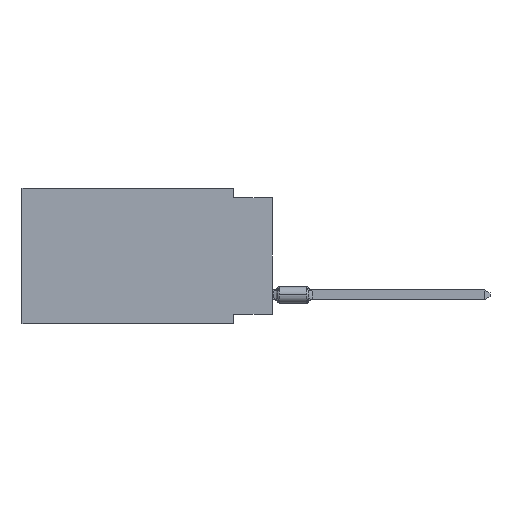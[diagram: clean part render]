
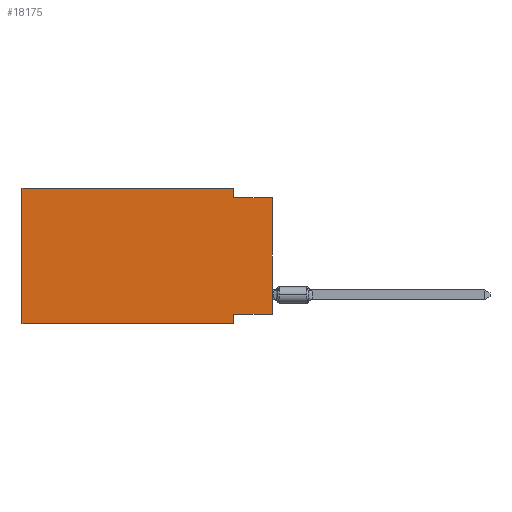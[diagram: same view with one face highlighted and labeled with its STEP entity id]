
A CAD part, left-side view. The second image highlights one B-rep face of the part: STEP entity #18175.
In plain terms, the highlighted planar face has unit normal (-1, 0, 0).
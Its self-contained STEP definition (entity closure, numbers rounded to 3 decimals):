
#367 = DIRECTION ( 'NONE',  ( 0., 0., -1. ) ) ;
#479 = DIRECTION ( 'NONE',  ( 0., 0., -1. ) ) ;
#1381 = LINE ( 'NONE', #25676, #15879 ) ;
#1515 = DIRECTION ( 'NONE',  ( 0., -1., 0. ) ) ;
#1936 = LINE ( 'NONE', #10874, #28000 ) ;
#2526 = CARTESIAN_POINT ( 'NONE',  ( 0., 0., -8.255 ) ) ;
#2625 = EDGE_CURVE ( 'NONE', #22030, #27437, #1381, .T. ) ;
#2750 = CARTESIAN_POINT ( 'NONE',  ( 0., 16.383, 0. ) ) ;
#2965 = VERTEX_POINT ( 'NONE', #2526 ) ;
#2999 = EDGE_CURVE ( 'NONE', #26757, #23655, #13520, .T. ) ;
#3078 = LINE ( 'NONE', #19054, #20573 ) ;
#3192 = VECTOR ( 'NONE', #15747, 1000. ) ;
#4518 = EDGE_LOOP ( 'NONE', ( #12166, #20564, #16829, #17337, #26053, #25649, #14822, #11480 ) ) ;
#4592 = LINE ( 'NONE', #9144, #28270 ) ;
#6213 = VECTOR ( 'NONE', #11139, 1000. ) ;
#6622 = CARTESIAN_POINT ( 'NONE',  ( 0., 16.383, -8.89 ) ) ;
#7733 = EDGE_CURVE ( 'NONE', #10282, #15164, #13326, .T. ) ;
#7954 = DIRECTION ( 'NONE',  ( 0., 1., 0. ) ) ;
#9144 = CARTESIAN_POINT ( 'NONE',  ( 0., 0., 0. ) ) ;
#9259 = LINE ( 'NONE', #6622, #18498 ) ;
#9307 = FACE_OUTER_BOUND ( 'NONE', #4518, .T. ) ;
#10282 = VERTEX_POINT ( 'NONE', #21027 ) ;
#10473 = LINE ( 'NONE', #15462, #3192 ) ;
#10874 = CARTESIAN_POINT ( 'NONE',  ( 0., 0., -8.255 ) ) ;
#11139 = DIRECTION ( 'NONE',  ( 0., -1., 0. ) ) ;
#11480 = ORIENTED_EDGE ( 'NONE', *, *, #25261, .F. ) ;
#11644 = EDGE_CURVE ( 'NONE', #2965, #15164, #4592, .T. ) ;
#12166 = ORIENTED_EDGE ( 'NONE', *, *, #11644, .T. ) ;
#13212 = DIRECTION ( 'NONE',  ( 0., -1., 0. ) ) ;
#13326 = LINE ( 'NONE', #15822, #6213 ) ;
#13363 = AXIS2_PLACEMENT_3D ( 'NONE', #27280, #16325, #367 ) ;
#13520 = LINE ( 'NONE', #20412, #24771 ) ;
#14822 = ORIENTED_EDGE ( 'NONE', *, *, #2999, .F. ) ;
#15164 = VERTEX_POINT ( 'NONE', #21075 ) ;
#15462 = CARTESIAN_POINT ( 'NONE',  ( 0., 2.54, 0. ) ) ;
#15747 = DIRECTION ( 'NONE',  ( 0., 0., -1. ) ) ;
#15822 = CARTESIAN_POINT ( 'NONE',  ( 0., 0., -0.635 ) ) ;
#15879 = VECTOR ( 'NONE', #1515, 1000. ) ;
#16210 = CARTESIAN_POINT ( 'NONE',  ( 0., 2.54, 0. ) ) ;
#16325 = DIRECTION ( 'NONE',  ( 1., 0., 0. ) ) ;
#16460 = EDGE_CURVE ( 'NONE', #21625, #22030, #3078, .T. ) ;
#16829 = ORIENTED_EDGE ( 'NONE', *, *, #26063, .F. ) ;
#16845 = CARTESIAN_POINT ( 'NONE',  ( 0., 16.383, -8.89 ) ) ;
#17337 = ORIENTED_EDGE ( 'NONE', *, *, #2625, .F. ) ;
#18071 = DIRECTION ( 'NONE',  ( 0., 0., 1. ) ) ;
#18175 = ADVANCED_FACE ( 'NONE', ( #9307 ), #27425, .F. ) ;
#18498 = VECTOR ( 'NONE', #13212, 1000. ) ;
#19054 = CARTESIAN_POINT ( 'NONE',  ( 0., 16.383, 0. ) ) ;
#20412 = CARTESIAN_POINT ( 'NONE',  ( 0., 2.54, -8.89 ) ) ;
#20564 = ORIENTED_EDGE ( 'NONE', *, *, #7733, .F. ) ;
#20573 = VECTOR ( 'NONE', #23442, 1000. ) ;
#21027 = CARTESIAN_POINT ( 'NONE',  ( 0., 2.54, -0.635 ) ) ;
#21035 = CARTESIAN_POINT ( 'NONE',  ( 0., 2.54, -8.89 ) ) ;
#21075 = CARTESIAN_POINT ( 'NONE',  ( 0., 0., -0.635 ) ) ;
#21625 = VERTEX_POINT ( 'NONE', #16845 ) ;
#22030 = VERTEX_POINT ( 'NONE', #2750 ) ;
#23442 = DIRECTION ( 'NONE',  ( 0., 0., 1. ) ) ;
#23655 = VERTEX_POINT ( 'NONE', #21035 ) ;
#24771 = VECTOR ( 'NONE', #479, 1000. ) ;
#25261 = EDGE_CURVE ( 'NONE', #2965, #26757, #1936, .T. ) ;
#25649 = ORIENTED_EDGE ( 'NONE', *, *, #26583, .T. ) ;
#25676 = CARTESIAN_POINT ( 'NONE',  ( 0., 16.383, 0. ) ) ;
#26053 = ORIENTED_EDGE ( 'NONE', *, *, #16460, .F. ) ;
#26063 = EDGE_CURVE ( 'NONE', #27437, #10282, #10473, .T. ) ;
#26583 = EDGE_CURVE ( 'NONE', #21625, #23655, #9259, .T. ) ;
#26757 = VERTEX_POINT ( 'NONE', #28381 ) ;
#27280 = CARTESIAN_POINT ( 'NONE',  ( 0., 16.383, 0. ) ) ;
#27425 = PLANE ( 'NONE',  #13363 ) ;
#27437 = VERTEX_POINT ( 'NONE', #16210 ) ;
#28000 = VECTOR ( 'NONE', #7954, 1000. ) ;
#28270 = VECTOR ( 'NONE', #18071, 1000. ) ;
#28381 = CARTESIAN_POINT ( 'NONE',  ( 0., 2.54, -8.255 ) ) ;
